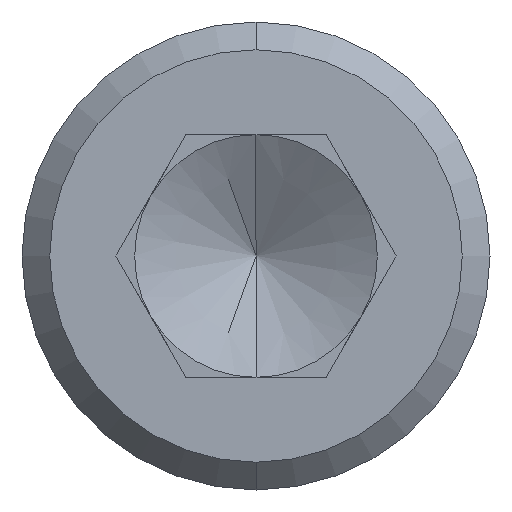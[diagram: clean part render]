
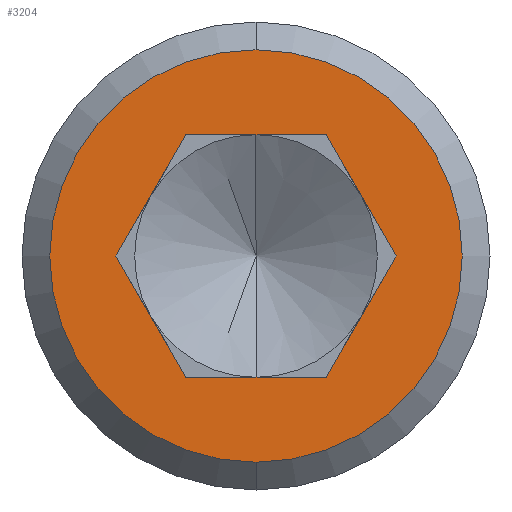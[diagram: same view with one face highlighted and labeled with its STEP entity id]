
A CAD part, left-side view. The second image highlights one B-rep face of the part: STEP entity #3204.
In plain terms, the highlighted planar face has unit normal (-1, 0, 0).
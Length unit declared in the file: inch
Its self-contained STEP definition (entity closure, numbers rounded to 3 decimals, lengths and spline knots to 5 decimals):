
#11 = DIRECTION ( 'NONE',  ( 0., 0., 1. ) ) ;
#14 = DIRECTION ( 'NONE',  ( -1., 0., 0. ) ) ;
#41 = EDGE_LOOP ( 'NONE', ( #2639, #2355, #503, #2761, #1574, #1442 ) ) ;
#192 = PLANE ( 'NONE',  #2858 ) ;
#221 = EDGE_LOOP ( 'NONE', ( #2256, #2755 ) ) ;
#228 = CARTESIAN_POINT ( 'NONE',  ( 0., 0.08083, 0. ) ) ;
#411 = CIRCLE ( 'NONE', #492, 0.119 ) ;
#422 = CARTESIAN_POINT ( 'NONE',  ( 0., 0.04041, 0.07 ) ) ;
#449 = DIRECTION ( 'NONE',  ( 0., 1., 0. ) ) ;
#492 = AXIS2_PLACEMENT_3D ( 'NONE', #1559, #14, #1819 ) ;
#503 = ORIENTED_EDGE ( 'NONE', *, *, #1198, .T. ) ;
#522 = LINE ( 'NONE', #3318, #1673 ) ;
#599 = LINE ( 'NONE', #1228, #3232 ) ;
#601 = EDGE_CURVE ( 'NONE', #3078, #2810, #411, .T. ) ;
#935 = DIRECTION ( 'NONE',  ( -1., 0., 0. ) ) ;
#1142 = VECTOR ( 'NONE', #1805, 39.37008 ) ;
#1168 = CARTESIAN_POINT ( 'NONE',  ( 0., 0., -0.119 ) ) ;
#1187 = EDGE_CURVE ( 'NONE', #1771, #3144, #2819, .T. ) ;
#1190 = EDGE_CURVE ( 'NONE', #2915, #3144, #2049, .T. ) ;
#1198 = EDGE_CURVE ( 'NONE', #2915, #3114, #599, .T. ) ;
#1208 = EDGE_CURVE ( 'NONE', #3114, #1989, #1959, .T. ) ;
#1213 = EDGE_CURVE ( 'NONE', #1232, #1989, #522, .T. ) ;
#1221 = EDGE_CURVE ( 'NONE', #1771, #1232, #1239, .T. ) ;
#1228 = CARTESIAN_POINT ( 'NONE',  ( 0., -0.04041, 0.07 ) ) ;
#1231 = EDGE_CURVE ( 'NONE', #2810, #3078, #1887, .T. ) ;
#1232 = VERTEX_POINT ( 'NONE', #2300 ) ;
#1239 = LINE ( 'NONE', #228, #1142 ) ;
#1252 = CARTESIAN_POINT ( 'NONE',  ( 0., -0.08083, 0. ) ) ;
#1442 = ORIENTED_EDGE ( 'NONE', *, *, #1221, .F. ) ;
#1524 = CARTESIAN_POINT ( 'NONE',  ( 0., -0.04041, 0.07 ) ) ;
#1540 = DIRECTION ( 'NONE',  ( 0., 0.5, -0.866 ) ) ;
#1553 = DIRECTION ( 'NONE',  ( -1., 0., 0. ) ) ;
#1559 = CARTESIAN_POINT ( 'NONE',  ( 0., 0., 0. ) ) ;
#1574 = ORIENTED_EDGE ( 'NONE', *, *, #1213, .F. ) ;
#1673 = VECTOR ( 'NONE', #2063, 39.37008 ) ;
#1760 = CARTESIAN_POINT ( 'NONE',  ( 0., -0.08083, 0. ) ) ;
#1771 = VERTEX_POINT ( 'NONE', #2857 ) ;
#1794 = DIRECTION ( 'NONE',  ( 0., -0.5, 0.866 ) ) ;
#1805 = DIRECTION ( 'NONE',  ( 0., -0.5, -0.866 ) ) ;
#1819 = DIRECTION ( 'NONE',  ( 0., 0., 1. ) ) ;
#1887 = CIRCLE ( 'NONE', #2394, 0.119 ) ;
#1959 = LINE ( 'NONE', #1252, #3057 ) ;
#1989 = VERTEX_POINT ( 'NONE', #2616 ) ;
#2049 = LINE ( 'NONE', #1524, #2564 ) ;
#2063 = DIRECTION ( 'NONE',  ( 0., -1., 0. ) ) ;
#2237 = CARTESIAN_POINT ( 'NONE',  ( 0., -0.04041, 0.07 ) ) ;
#2256 = ORIENTED_EDGE ( 'NONE', *, *, #1231, .T. ) ;
#2300 = CARTESIAN_POINT ( 'NONE',  ( 0., 0.04041, -0.07 ) ) ;
#2355 = ORIENTED_EDGE ( 'NONE', *, *, #1190, .F. ) ;
#2382 = FACE_OUTER_BOUND ( 'NONE', #221, .T. ) ;
#2394 = AXIS2_PLACEMENT_3D ( 'NONE', #3096, #1553, #11 ) ;
#2521 = CARTESIAN_POINT ( 'NONE',  ( 0., 0., 0.119 ) ) ;
#2533 = CARTESIAN_POINT ( 'NONE',  ( 0., 0., 0. ) ) ;
#2564 = VECTOR ( 'NONE', #449, 39.37008 ) ;
#2570 = DIRECTION ( 'NONE',  ( 0., -0.5, -0.866 ) ) ;
#2616 = CARTESIAN_POINT ( 'NONE',  ( 0., -0.04041, -0.07 ) ) ;
#2639 = ORIENTED_EDGE ( 'NONE', *, *, #1187, .T. ) ;
#2755 = ORIENTED_EDGE ( 'NONE', *, *, #601, .T. ) ;
#2761 = ORIENTED_EDGE ( 'NONE', *, *, #1208, .T. ) ;
#2805 = DIRECTION ( 'NONE',  ( 0., 0., 1. ) ) ;
#2810 = VERTEX_POINT ( 'NONE', #1168 ) ;
#2819 = LINE ( 'NONE', #3069, #3305 ) ;
#2857 = CARTESIAN_POINT ( 'NONE',  ( 0., 0.08083, 0. ) ) ;
#2858 = AXIS2_PLACEMENT_3D ( 'NONE', #2533, #935, #2805 ) ;
#2915 = VERTEX_POINT ( 'NONE', #2237 ) ;
#3020 = FACE_BOUND ( 'NONE', #41, .T. ) ;
#3057 = VECTOR ( 'NONE', #1540, 39.37008 ) ;
#3069 = CARTESIAN_POINT ( 'NONE',  ( 0., 0.08083, 0. ) ) ;
#3078 = VERTEX_POINT ( 'NONE', #2521 ) ;
#3096 = CARTESIAN_POINT ( 'NONE',  ( 0., 0., 0. ) ) ;
#3114 = VERTEX_POINT ( 'NONE', #1760 ) ;
#3144 = VERTEX_POINT ( 'NONE', #422 ) ;
#3204 = ADVANCED_FACE ( 'NONE', ( #3020, #2382 ), #192, .T. ) ;
#3232 = VECTOR ( 'NONE', #2570, 39.37008 ) ;
#3305 = VECTOR ( 'NONE', #1794, 39.37008 ) ;
#3318 = CARTESIAN_POINT ( 'NONE',  ( 0., 0.04041, -0.07 ) ) ;
